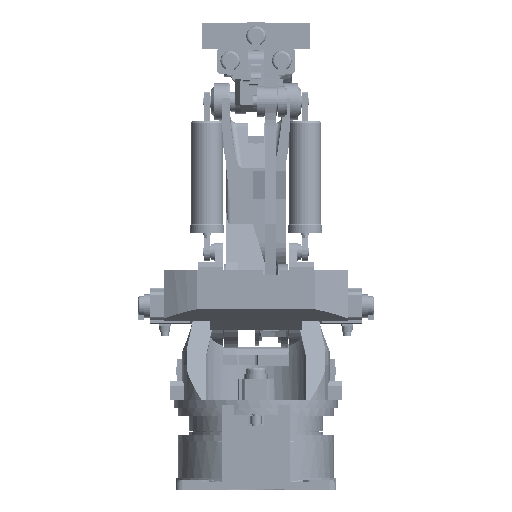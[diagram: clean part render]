
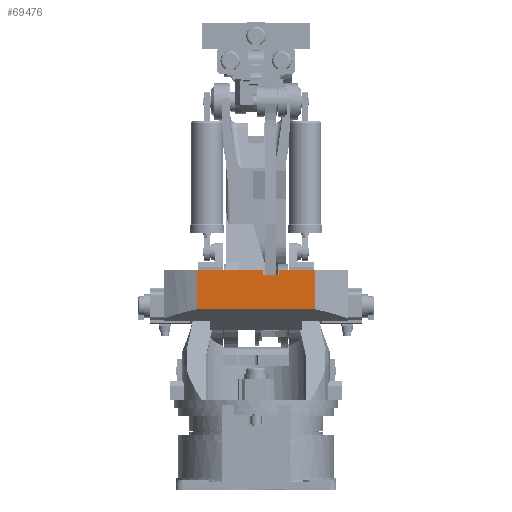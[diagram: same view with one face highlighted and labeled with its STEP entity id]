
A CAD part, left-side view. The second image highlights one B-rep face of the part: STEP entity #69476.
In plain terms, the highlighted planar face has unit normal (-1, 0, 0).
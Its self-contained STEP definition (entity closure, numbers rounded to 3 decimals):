
#1213 = CARTESIAN_POINT ( 'NONE',  ( -155., 290., 112. ) ) ;
#3432 = FACE_OUTER_BOUND ( 'NONE', #143433, .T. ) ;
#3775 = DIRECTION ( 'NONE',  ( 0., -1., 0. ) ) ;
#7113 = EDGE_CURVE ( 'NONE', #84250, #52726, #87240, .T. ) ;
#7856 = CARTESIAN_POINT ( 'NONE',  ( -155., 290., 287.228 ) ) ;
#11194 = CARTESIAN_POINT ( 'NONE',  ( -155., 265., 112. ) ) ;
#13932 = CARTESIAN_POINT ( 'NONE',  ( -155., 290., 450. ) ) ;
#16543 = ORIENTED_EDGE ( 'NONE', *, *, #41480, .T. ) ;
#16735 = EDGE_CURVE ( 'NONE', #75154, #62610, #70197, .T. ) ;
#16855 = ORIENTED_EDGE ( 'NONE', *, *, #29760, .F. ) ;
#18895 = LINE ( 'NONE', #43861, #123631 ) ;
#19907 = LINE ( 'NONE', #89345, #46931 ) ;
#24259 = DIRECTION ( 'NONE',  ( 0., 0., -1. ) ) ;
#29760 = EDGE_CURVE ( 'NONE', #103471, #121019, #78994, .T. ) ;
#30371 = DIRECTION ( 'NONE',  ( 0., 1., 0. ) ) ;
#35873 = VECTOR ( 'NONE', #30371, 1000. ) ;
#40957 = LINE ( 'NONE', #129053, #129385 ) ;
#41480 = EDGE_CURVE ( 'NONE', #103471, #62610, #101348, .T. ) ;
#43412 = DIRECTION ( 'NONE',  ( 0., -1., 0. ) ) ;
#43861 = CARTESIAN_POINT ( 'NONE',  ( -155., 100., 450. ) ) ;
#46931 = VECTOR ( 'NONE', #43412, 1000. ) ;
#47850 = CARTESIAN_POINT ( 'NONE',  ( -155., 290., 32. ) ) ;
#48305 = DIRECTION ( 'NONE',  ( 0., 0., -1. ) ) ;
#49475 = ORIENTED_EDGE ( 'NONE', *, *, #56282, .T. ) ;
#49484 = EDGE_CURVE ( 'NONE', #75154, #131028, #18895, .T. ) ;
#52726 = VERTEX_POINT ( 'NONE', #84762 ) ;
#53946 = ORIENTED_EDGE ( 'NONE', *, *, #83816, .T. ) ;
#55124 = CARTESIAN_POINT ( 'NONE',  ( -155., 100., 287.228 ) ) ;
#56282 = EDGE_CURVE ( 'NONE', #52726, #126825, #89495, .T. ) ;
#58732 = VECTOR ( 'NONE', #81992, 1000. ) ;
#59077 = ORIENTED_EDGE ( 'NONE', *, *, #49484, .T. ) ;
#59496 = DIRECTION ( 'NONE',  ( 0., 0., -1. ) ) ;
#62610 = VERTEX_POINT ( 'NONE', #147822 ) ;
#66176 = ORIENTED_EDGE ( 'NONE', *, *, #16735, .F. ) ;
#69476 = ADVANCED_FACE ( 'NONE', ( #3432 ), #128151, .F. ) ;
#70197 = LINE ( 'NONE', #99504, #35873 ) ;
#71241 = ORIENTED_EDGE ( 'NONE', *, *, #105548, .F. ) ;
#75154 = VERTEX_POINT ( 'NONE', #136646 ) ;
#78154 = DIRECTION ( 'NONE',  ( 0., 0., 1. ) ) ;
#78994 = LINE ( 'NONE', #142092, #86321 ) ;
#81992 = DIRECTION ( 'NONE',  ( 0., -1., 0. ) ) ;
#83816 = EDGE_CURVE ( 'NONE', #126825, #121019, #40957, .T. ) ;
#84250 = VERTEX_POINT ( 'NONE', #7856 ) ;
#84762 = CARTESIAN_POINT ( 'NONE',  ( -155., 290., 112. ) ) ;
#86321 = VECTOR ( 'NONE', #3775, 1000. ) ;
#87240 = LINE ( 'NONE', #128220, #117861 ) ;
#89345 = CARTESIAN_POINT ( 'NONE',  ( -155., -1310., 287.228 ) ) ;
#89495 = LINE ( 'NONE', #1213, #58732 ) ;
#97238 = AXIS2_PLACEMENT_3D ( 'NONE', #105422, #128641, #59496 ) ;
#99504 = CARTESIAN_POINT ( 'NONE',  ( -155., 290., -287.228 ) ) ;
#101348 = LINE ( 'NONE', #13932, #128419 ) ;
#103471 = VERTEX_POINT ( 'NONE', #47850 ) ;
#105422 = CARTESIAN_POINT ( 'NONE',  ( -155., 290., 450. ) ) ;
#105548 = EDGE_CURVE ( 'NONE', #84250, #131028, #19907, .T. ) ;
#106277 = DIRECTION ( 'NONE',  ( 0., 0., -1. ) ) ;
#111513 = ORIENTED_EDGE ( 'NONE', *, *, #7113, .T. ) ;
#117861 = VECTOR ( 'NONE', #24259, 1000. ) ;
#119613 = CARTESIAN_POINT ( 'NONE',  ( -155., 265., 32. ) ) ;
#121019 = VERTEX_POINT ( 'NONE', #119613 ) ;
#123631 = VECTOR ( 'NONE', #78154, 1000. ) ;
#126825 = VERTEX_POINT ( 'NONE', #11194 ) ;
#128151 = PLANE ( 'NONE',  #97238 ) ;
#128220 = CARTESIAN_POINT ( 'NONE',  ( -155., 290., 450. ) ) ;
#128419 = VECTOR ( 'NONE', #106277, 1000. ) ;
#128641 = DIRECTION ( 'NONE',  ( 1., 0., 0. ) ) ;
#129053 = CARTESIAN_POINT ( 'NONE',  ( -155., 265., 32. ) ) ;
#129385 = VECTOR ( 'NONE', #48305, 1000. ) ;
#131028 = VERTEX_POINT ( 'NONE', #55124 ) ;
#136646 = CARTESIAN_POINT ( 'NONE',  ( -155., 100., -287.228 ) ) ;
#142092 = CARTESIAN_POINT ( 'NONE',  ( -155., 290., 32. ) ) ;
#143433 = EDGE_LOOP ( 'NONE', ( #16543, #66176, #59077, #71241, #111513, #49475, #53946, #16855 ) ) ;
#147822 = CARTESIAN_POINT ( 'NONE',  ( -155., 290., -287.228 ) ) ;
